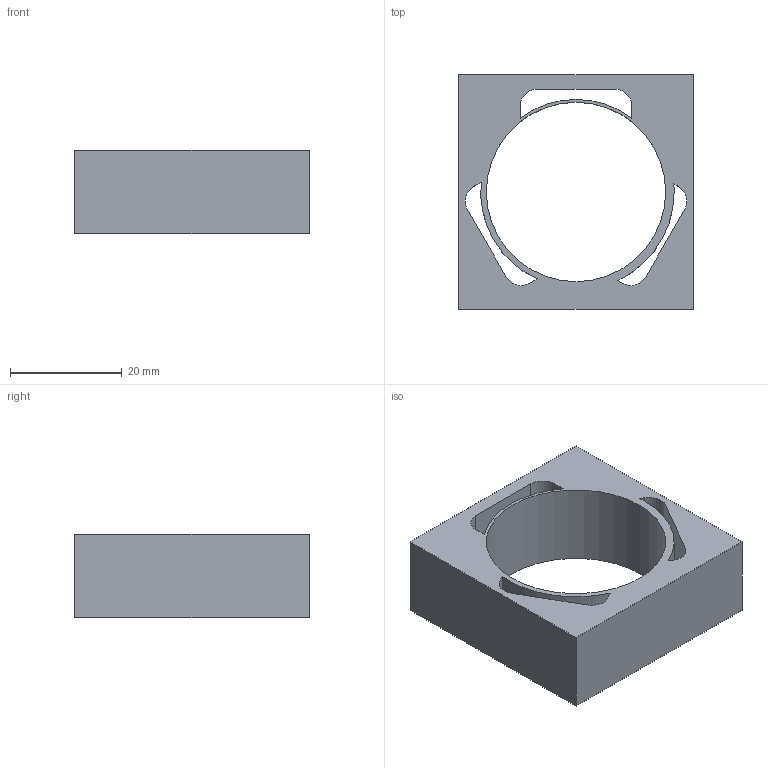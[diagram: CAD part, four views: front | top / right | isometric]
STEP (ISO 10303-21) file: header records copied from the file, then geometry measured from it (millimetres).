
FILE_DESCRIPTION (( 'STEP AP214' ), '1' );
FILE_NAME ('Trifolié-2.STEP', '2021-06-03T21:46:22', ( '' ), ( '' ), 'SwSTEP 2.0', 'SolidWorks 2019', '' );
FILE_SCHEMA (( 'AUTOMOTIVE_DESIGN' ));
Length unit declared in the file: millimetre
Products named in the file (1): Trifolié-2
Bounding box: 42 x 42 x 15 mm (x, y, z)
Volume: 12204.5 mm3; surface area: 8007.1 mm2
Topology: 1 solids, 1 shells, 36 faces, 98 edges, 62 vertices
Faces by surface type: cylinder 17, plane 15, cone 4
Entity records: 1166 total; most frequent: DIRECTION 202, CARTESIAN_POINT 193, ORIENTED_EDGE 188, EDGE_CURVE 94, AXIS2_PLACEMENT_3D 71, VERTEX_POINT 62, LINE 60, VECTOR 60
